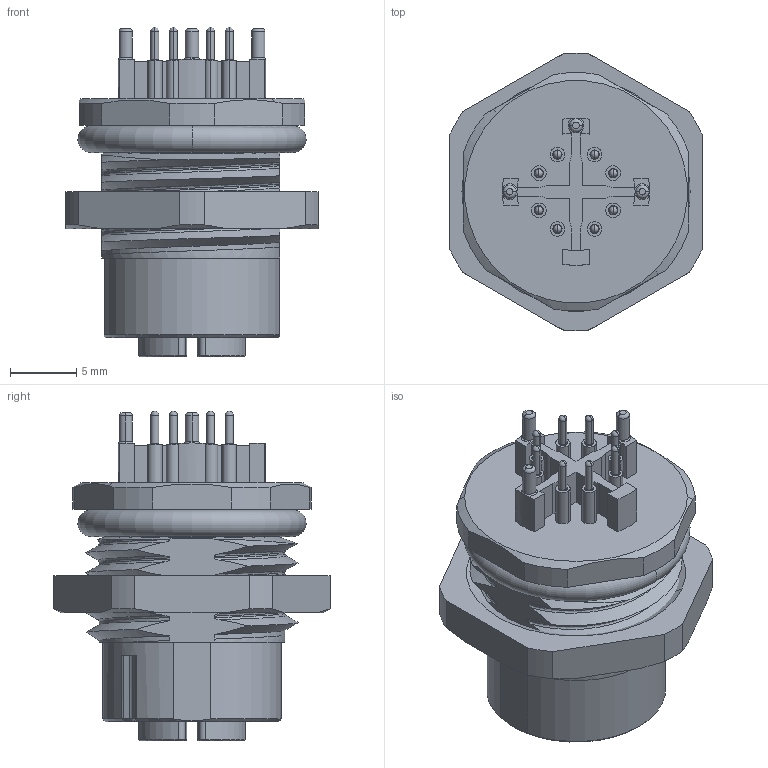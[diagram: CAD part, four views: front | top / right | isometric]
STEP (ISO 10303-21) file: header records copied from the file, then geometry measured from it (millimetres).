
FILE_DESCRIPTION((''),'2;1');
FILE_NAME('1424177_ASM','2011-10-17T',('bthumm'),(''),'PRO/ENGINEER BY PARAMETRIC TECHNOLOGY CORPORATION, 2011220','PRO/ENGINEER BY PARAMETRIC TECHNOLOGY CORPORATION, 2011220','');
FILE_SCHEMA(('AUTOMOTIVE_DESIGN { 1 0 10303 214 1 1 1 1 }'));
Length unit declared in the file: millimetre
Products named in the file (3): BS-BF-HW-BUCHSE-CAT6A_SW0001; 415371; 1424177_ASM
Assembly tree (2 placements, depth 2):
  1424177_ASM
    BS-BF-HW-BUCHSE-CAT6A_SW0001
    415371
Bounding box: 19 x 20.89 x 24.85 mm (x, y, z)
Volume: 3128.8 mm3; surface area: 3621.1 mm2
Topology: 2 solids, 2 shells, 568 faces, 1408 edges, 865 vertices
Faces by surface type: cylinder 186, plane 156, torus 108, bspline 82, cone 18, sphere 18
Entity records: 24571 total; most frequent: CARTESIAN_POINT 11126, ORIENTED_EDGE 2784, DIRECTION 2622, EDGE_CURVE 1392, AXIS2_PLACEMENT_3D 1063, VERTEX_POINT 865, EDGE_LOOP 607, CIRCLE 572
